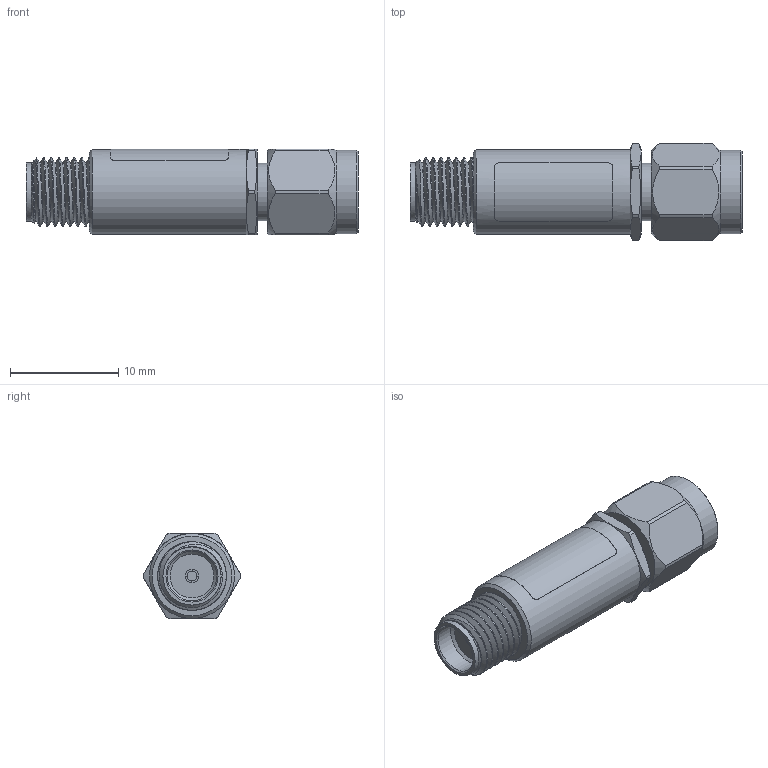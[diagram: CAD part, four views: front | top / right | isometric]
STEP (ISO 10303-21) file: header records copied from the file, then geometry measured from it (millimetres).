
FILE_DESCRIPTION (( 'STEP AP203' ), '1' );
FILE_NAME ('PE80T6020_3D.step', '2021-03-03T16:01:38', ( '' ), ( '' ), 'SwSTEP 2.0', 'SolidWorks 2020', '' );
FILE_SCHEMA (( 'CONFIG_CONTROL_DESIGN' ));
Length unit declared in the file: inch
Products named in the file (1): PE80T6020_3D
Bounding box: 30.73 x 9.01 x 7.94 mm (x, y, z)
Volume: 1250.2 mm3; surface area: 1184.8 mm2
Topology: 1 solids, 1 shells, 81 faces, 215 edges, 146 vertices
Faces by surface type: cylinder 31, plane 28, cone 11, bspline 11
Full cylindrical faces by diameter (mm): 0.94 x2, 1.194 x1, 1.27 x1, 4.445 x1, 4.572 x1, 5.334 x1, 5.385 x1, 6.35 x6, 7.762 x1, 7.874 x1
Entity records: 5790 total; most frequent: CARTESIAN_POINT 4099, ORIENTED_EDGE 352, DIRECTION 278, EDGE_CURVE 176, VERTEX_POINT 136, AXIS2_PLACEMENT_3D 125, EDGE_LOOP 108, FACE_OUTER_BOUND 87
